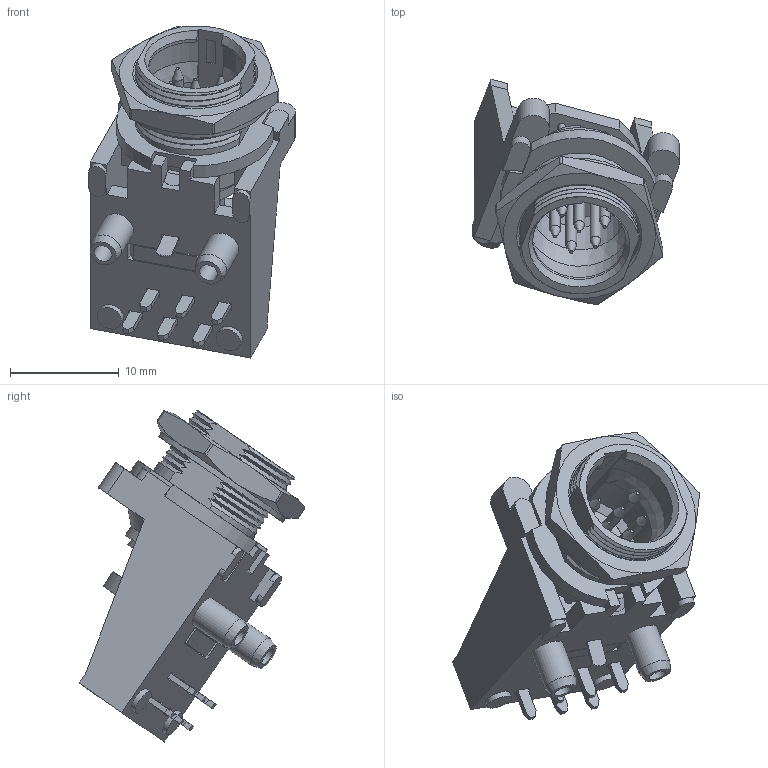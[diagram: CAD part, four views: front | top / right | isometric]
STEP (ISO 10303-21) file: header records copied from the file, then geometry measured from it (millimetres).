
FILE_DESCRIPTION((''),'2;1');
FILE_NAME('AG6MCCH.stp','2014-03-04T16:25:56',('minh'),(''),'Autodesk Inventor 2012','Autodesk Inventor 2012','');
FILE_SCHEMA(('AUTOMOTIVE_DESIGN { 1 0 10303 214 1 1 1 1 }'));
Length unit declared in the file: inch
Products named in the file (1): AG6MCCH_Shrinkwrap_1
Bounding box: 19.01 x 20.76 x 30.52 mm (x, y, z)
Volume: 2155.6 mm3; surface area: 4259 mm2
Topology: 19 solids, 19 shells, 690 faces, 1780 edges, 1150 vertices
Faces by surface type: plane 375, cylinder 170, bspline 105, cone 34, sphere 6
Full cylindrical faces by diameter (mm): 0.63 x6, 0.73 x8, 0.8 x4, 0.96 x6, 0.98 x6, 1 x6, 1.1 x6, 1.7 x2, 2.36 x2, 3 x2, 7 x1, 7.6 x1, 11.113 x1, 13.9 x1
Entity records: 23179 total; most frequent: CARTESIAN_POINT 6561, ORIENTED_EDGE 3382, DIRECTION 2854, EDGE_CURVE 1691, VERTEX_POINT 1137, VECTOR 1052, LINE 1052, AXIS2_PLACEMENT_3D 901
